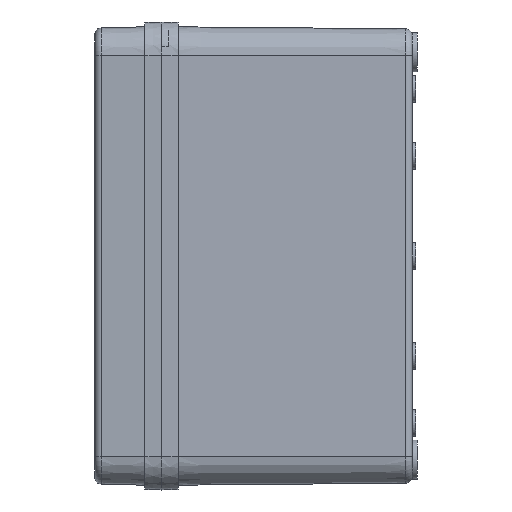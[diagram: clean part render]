
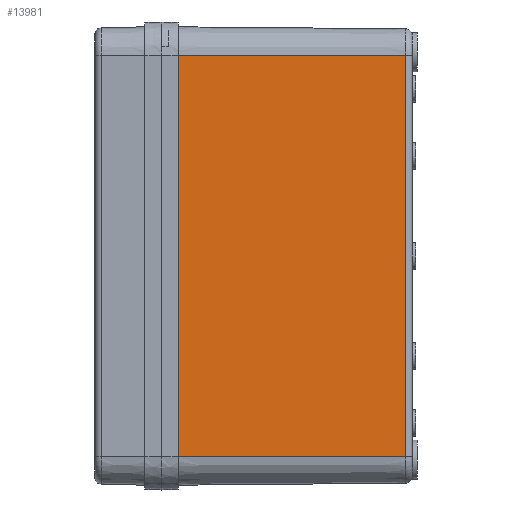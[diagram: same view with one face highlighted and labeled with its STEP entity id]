
A CAD part, left-side view. The second image highlights one B-rep face of the part: STEP entity #13981.
In plain terms, the highlighted planar face has unit normal (-1, -0.009, 0).
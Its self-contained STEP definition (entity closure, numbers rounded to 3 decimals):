
#152 = LINE ( 'NONE', #6983, #10427 ) ;
#1135 = CARTESIAN_POINT ( 'NONE',  ( -113.556, -5., -60. ) ) ;
#1632 = CARTESIAN_POINT ( 'NONE',  ( -112.963, -73.017, 60. ) ) ;
#2864 = CARTESIAN_POINT ( 'NONE',  ( -112.963, -73.017, -60. ) ) ;
#2880 = EDGE_CURVE ( 'NONE', #4322, #7873, #152, .T. ) ;
#3628 = EDGE_LOOP ( 'NONE', ( #6546, #5157, #10172, #11266 ) ) ;
#3704 = CARTESIAN_POINT ( 'NONE',  ( -113.6, 0., -60. ) ) ;
#4322 = VERTEX_POINT ( 'NONE', #1135 ) ;
#4954 = DIRECTION ( 'NONE',  ( 0., 0., 1. ) ) ;
#5157 = ORIENTED_EDGE ( 'NONE', *, *, #10572, .T. ) ;
#6546 = ORIENTED_EDGE ( 'NONE', *, *, #9753, .F. ) ;
#6859 = AXIS2_PLACEMENT_3D ( 'NONE', #8084, #9265, #14009 ) ;
#6924 = PLANE ( 'NONE',  #6859 ) ;
#6983 = CARTESIAN_POINT ( 'NONE',  ( -113.556, -5., -60. ) ) ;
#7055 = VECTOR ( 'NONE', #7674, 1000. ) ;
#7194 = VECTOR ( 'NONE', #8445, 1000. ) ;
#7422 = LINE ( 'NONE', #1632, #7055 ) ;
#7674 = DIRECTION ( 'NONE',  ( 0., 0., 1. ) ) ;
#7873 = VERTEX_POINT ( 'NONE', #11644 ) ;
#7932 = FACE_OUTER_BOUND ( 'NONE', #3628, .T. ) ;
#8084 = CARTESIAN_POINT ( 'NONE',  ( -113.6, 0., -60. ) ) ;
#8445 = DIRECTION ( 'NONE',  ( -0.009, 1., 0. ) ) ;
#8657 = CARTESIAN_POINT ( 'NONE',  ( -112.963, -73.017, 60. ) ) ;
#9265 = DIRECTION ( 'NONE',  ( -1., -0.009, 0. ) ) ;
#9753 = EDGE_CURVE ( 'NONE', #14093, #4322, #10907, .T. ) ;
#10172 = ORIENTED_EDGE ( 'NONE', *, *, #15099, .T. ) ;
#10427 = VECTOR ( 'NONE', #4954, 1000. ) ;
#10572 = EDGE_CURVE ( 'NONE', #14093, #12496, #7422, .T. ) ;
#10663 = VECTOR ( 'NONE', #11945, 1000. ) ;
#10907 = LINE ( 'NONE', #3704, #10663 ) ;
#11266 = ORIENTED_EDGE ( 'NONE', *, *, #2880, .F. ) ;
#11644 = CARTESIAN_POINT ( 'NONE',  ( -113.556, -5., 60. ) ) ;
#11741 = CARTESIAN_POINT ( 'NONE',  ( -113.6, 0., 60. ) ) ;
#11945 = DIRECTION ( 'NONE',  ( -0.009, 1., 0. ) ) ;
#12274 = LINE ( 'NONE', #11741, #7194 ) ;
#12496 = VERTEX_POINT ( 'NONE', #8657 ) ;
#13981 = ADVANCED_FACE ( 'NONE', ( #7932 ), #6924, .T. ) ;
#14009 = DIRECTION ( 'NONE',  ( 0.009, -1., 0. ) ) ;
#14093 = VERTEX_POINT ( 'NONE', #2864 ) ;
#15099 = EDGE_CURVE ( 'NONE', #12496, #7873, #12274, .T. ) ;
